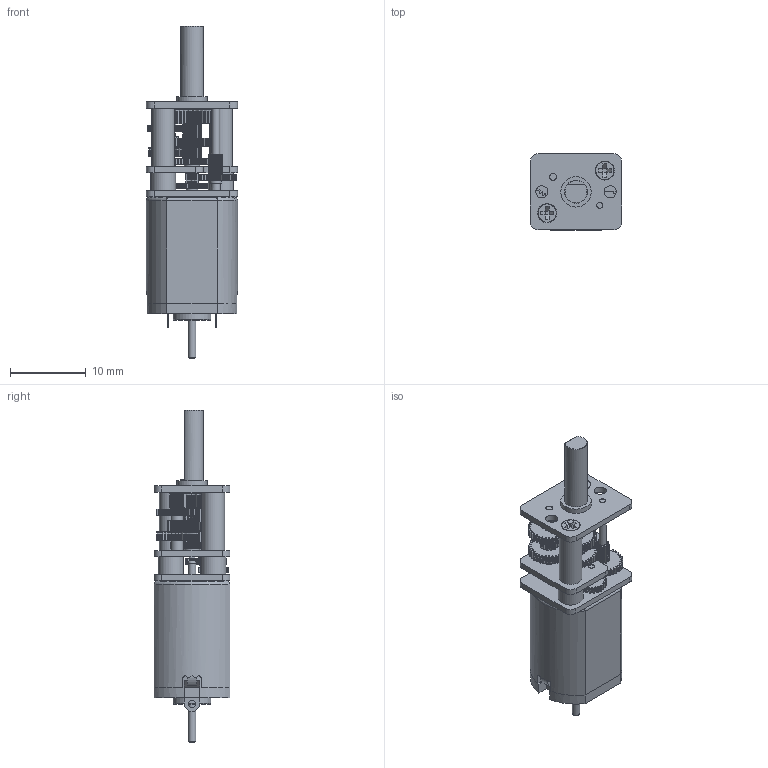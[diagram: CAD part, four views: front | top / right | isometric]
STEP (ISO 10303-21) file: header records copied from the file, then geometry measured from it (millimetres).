
FILE_DESCRIPTION (( 'STEP AP214' ), '1' );
FILE_NAME ('micro-metal-gearmotor-1000-carbon-backshaft.step', '2015-10-14T23:56:04', ( '' ), ( '' ), 'SwSTEP 2.0', 'SolidWorks 2015', '' );
FILE_SCHEMA (( 'AUTOMOTIVE_DESIGN' ));
Length unit declared in the file: millimetre
Products named in the file (1): micro-metal-gearmotor-1000-carbon-backshaft
Bounding box: 12 x 10 x 43.7 mm (x, y, z)
Volume: 2264.6 mm3; surface area: 2528.6 mm2
Topology: 1 solids, 7 shells, 2687 faces, 8056 edges, 5433 vertices
Faces by surface type: cylinder 1421, plane 912, bspline 345, torus 5, cone 4
Full cylindrical faces by diameter (mm): 0.7 x1, 0.8 x3, 0.9 x3, 1 x5, 1.1 x3, 1.2 x2, 1.4 x2, 1.45 x2, 1.5 x2, 1.6 x6, 2 x7, 2.4 x2, 3 x4, 3.3 x2, 4 x2, 5 x2
Entity records: 141069 total; most frequent: CARTESIAN_POINT 49797, ORIENTED_EDGE 15948, DIRECTION 8384, EDGE_CURVE 7974, VERTEX_POINT 5409, B_SPLINE_CURVE_WITH_KNOTS 5331, AXIS2_PLACEMENT_3D 3405, EDGE_LOOP 2845
